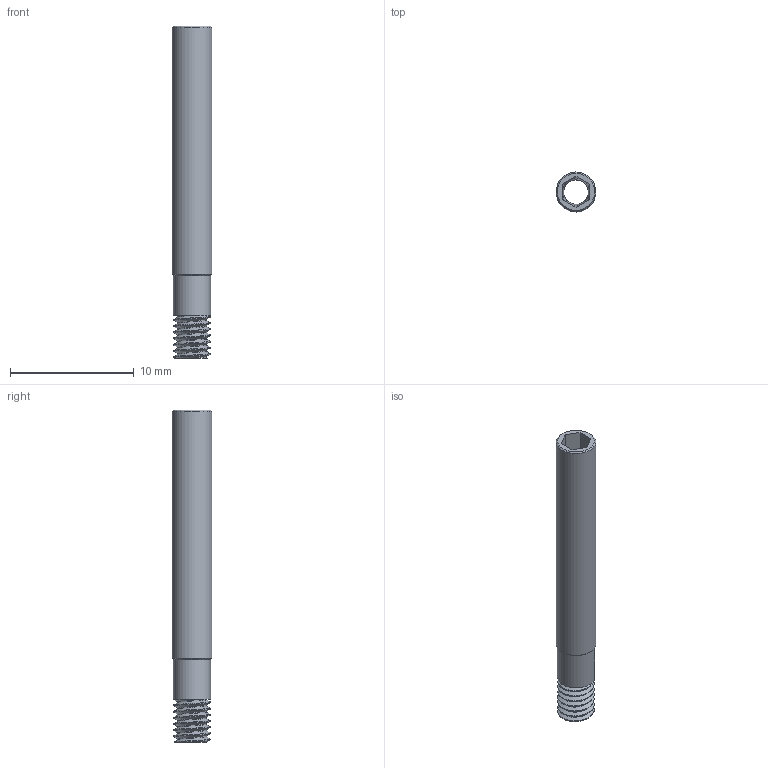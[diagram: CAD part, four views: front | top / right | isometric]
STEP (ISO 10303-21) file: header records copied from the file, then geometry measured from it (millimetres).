
FILE_DESCRIPTION(/* description */ (''),/* implementation_level */ '2;1');
FILE_NAME(/* name */ 'THROAT2.step',/* time_stamp */ '2026-02-05T18:53:40+09:00',/* author */ (''),/* organization */ (''),/* preprocessor_version */ 'ST-DEVELOPER v20.1',/* originating_system */ 'Autodesk Translation Framework v14.21.0.0',/* authorisation */ '');
FILE_SCHEMA (('AUTOMOTIVE_DESIGN { 1 0 10303 214 3 1 1 }'));
Length unit declared in the file: millimetre
Products named in the file (1): FusionComponent
Bounding box: 3.2 x 3.2 x 26.8 mm (x, y, z)
Volume: 116 mm3; surface area: 460.5 mm2
Topology: 1 solids, 1 shells, 45 faces, 117 edges, 69 vertices
Faces by surface type: cylinder 20, bspline 14, plane 9, cone 2
Full cylindrical faces by diameter (mm): 2 x2, 2.356 x3, 2.927 x5, 3 x1, 3.2 x1
Entity records: 2647 total; most frequent: CARTESIAN_POINT 1660, ORIENTED_EDGE 222, DIRECTION 150, EDGE_CURVE 111, VERTEX_POINT 69, AXIS2_PLACEMENT_3D 56, B_SPLINE_CURVE_WITH_KNOTS 49, EDGE_LOOP 48
